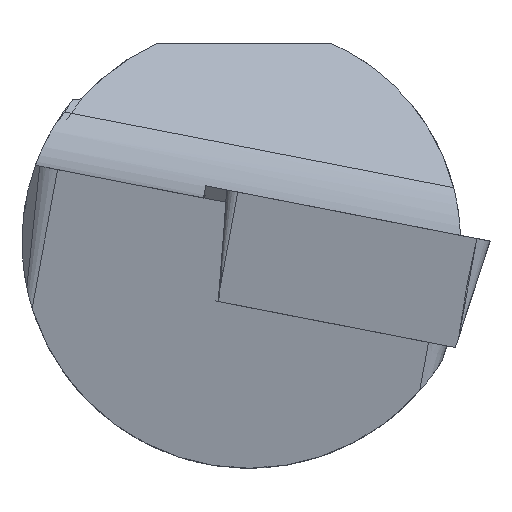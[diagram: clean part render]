
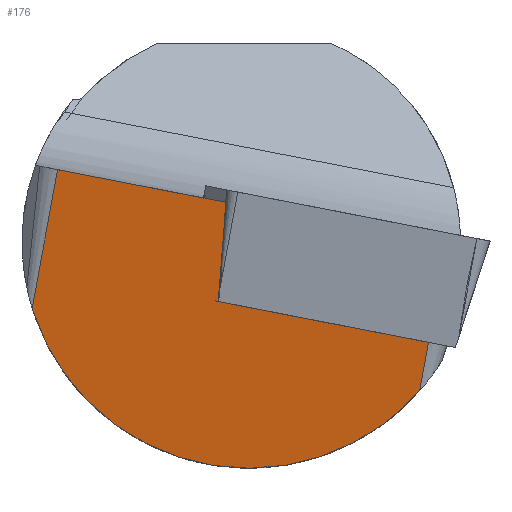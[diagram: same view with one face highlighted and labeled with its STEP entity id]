
A CAD part, left-side view. The second image highlights one B-rep face of the part: STEP entity #176.
In plain terms, the highlighted planar face has unit normal (-0.989, 0.106, -0.103).
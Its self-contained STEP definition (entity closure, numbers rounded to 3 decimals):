
#137=ELLIPSE('',#695,3.716,3.675);
#176=ADVANCED_FACE('',(#223),#199,.F.);
#199=PLANE('',#696);
#223=FACE_OUTER_BOUND('',#255,.T.);
#255=EDGE_LOOP('',(#358,#359,#360,#361,#362,#363));
#358=ORIENTED_EDGE('',*,*,#542,.T.);
#359=ORIENTED_EDGE('',*,*,#543,.T.);
#360=ORIENTED_EDGE('',*,*,#522,.F.);
#361=ORIENTED_EDGE('',*,*,#541,.F.);
#362=ORIENTED_EDGE('',*,*,#544,.T.);
#363=ORIENTED_EDGE('',*,*,#530,.T.);
#463=VERTEX_POINT('',#1007);
#464=VERTEX_POINT('',#1008);
#469=VERTEX_POINT('',#1022);
#470=VERTEX_POINT('',#1024);
#475=VERTEX_POINT('',#1079);
#476=VERTEX_POINT('',#1083);
#522=EDGE_CURVE('',#463,#464,#581,.T.);
#530=EDGE_CURVE('',#470,#469,#586,.T.);
#541=EDGE_CURVE('',#475,#463,#591,.T.);
#542=EDGE_CURVE('',#469,#476,#592,.T.);
#543=EDGE_CURVE('',#476,#464,#593,.T.);
#544=EDGE_CURVE('',#475,#470,#137,.T.);
#581=LINE('',#1006,#626);
#586=LINE('',#1023,#631);
#591=LINE('',#1080,#636);
#592=LINE('',#1082,#637);
#593=LINE('',#1084,#638);
#626=VECTOR('',#762,1.);
#631=VECTOR('',#777,1.);
#636=VECTOR('',#796,1.);
#637=VECTOR('',#799,1.);
#638=VECTOR('',#800,1.);
#695=AXIS2_PLACEMENT_3D('',#1085,#801,#802);
#696=AXIS2_PLACEMENT_3D('',#1086,#803,#804);
#762=DIRECTION('',(-0.085,-0.978,-0.19));
#777=DIRECTION('',(-0.121,-0.179,0.976));
#796=DIRECTION('',(-0.121,-0.179,0.976));
#799=DIRECTION('',(0.085,0.978,0.19));
#800=DIRECTION('',(-0.112,-0.079,0.991));
#801=DIRECTION('',(-0.989,0.106,-0.103));
#802=DIRECTION('',(-0.148,-0.709,0.69));
#803=DIRECTION('',(0.989,-0.106,0.103));
#804=DIRECTION('',(0.107,0.994,0.));
#1006=CARTESIAN_POINT('',(0.739,3.079,1.172));
#1007=CARTESIAN_POINT('',(0.734,3.023,1.161));
#1008=CARTESIAN_POINT('',(0.496,0.295,0.631));
#1022=CARTESIAN_POINT('',(0.381,-2.984,-1.636));
#1023=CARTESIAN_POINT('',(0.161,-3.309,0.134));
#1024=CARTESIAN_POINT('',(0.478,-2.84,-2.421));
#1079=CARTESIAN_POINT('',(1.013,3.436,-1.086));
#1080=CARTESIAN_POINT('',(0.71,2.987,1.358));
#1082=CARTESIAN_POINT('',(0.93,3.312,-0.412));
#1083=CARTESIAN_POINT('',(0.678,0.423,-0.974));
#1084=CARTESIAN_POINT('',(0.442,0.257,1.111));
#1085=CARTESIAN_POINT('',(0.522,-0.075,0.));
#1086=CARTESIAN_POINT('',(0.71,2.987,1.358));
